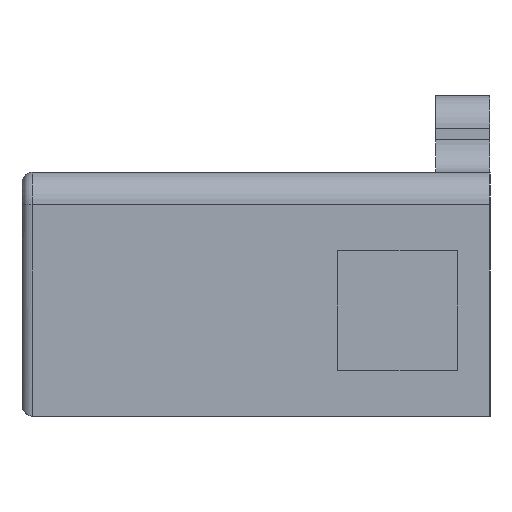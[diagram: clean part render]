
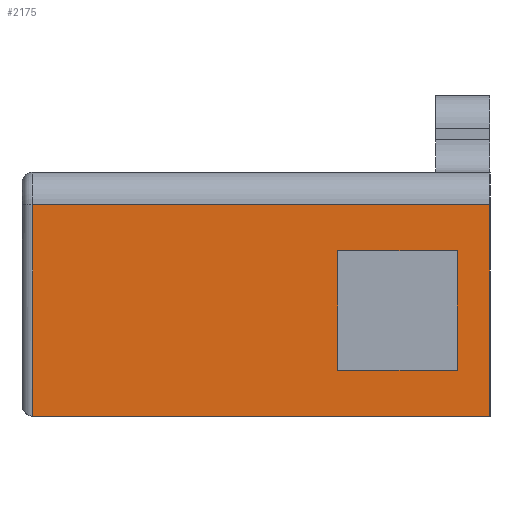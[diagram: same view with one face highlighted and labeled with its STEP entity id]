
A CAD part, left-side view. The second image highlights one B-rep face of the part: STEP entity #2175.
In plain terms, the highlighted planar face has unit normal (-1, 0, 0).
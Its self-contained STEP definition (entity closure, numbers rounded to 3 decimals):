
#41 = DIRECTION ( 'NONE',  ( 0., -1., 0. ) ) ;
#54 = ORIENTED_EDGE ( 'NONE', *, *, #538, .F. ) ;
#60 = EDGE_CURVE ( 'NONE', #2118, #1335, #1713, .T. ) ;
#83 = ORIENTED_EDGE ( 'NONE', *, *, #2026, .F. ) ;
#87 = DIRECTION ( 'NONE',  ( 0., 0., 1. ) ) ;
#162 = CARTESIAN_POINT ( 'NONE',  ( -40.65, 14., -5.5 ) ) ;
#164 = DIRECTION ( 'NONE',  ( 0., 1., 0. ) ) ;
#176 = VECTOR ( 'NONE', #1443, 1000. ) ;
#204 = LINE ( 'NONE', #546, #1203 ) ;
#234 = PLANE ( 'NONE',  #1916 ) ;
#268 = ORIENTED_EDGE ( 'NONE', *, *, #2103, .T. ) ;
#292 = EDGE_LOOP ( 'NONE', ( #1000, #1929, #268, #2039 ) ) ;
#310 = CARTESIAN_POINT ( 'NONE',  ( -40.65, 0., -9.7 ) ) ;
#360 = LINE ( 'NONE', #162, #2124 ) ;
#386 = CARTESIAN_POINT ( 'NONE',  ( -40.65, 3., -9.7 ) ) ;
#481 = DIRECTION ( 'NONE',  ( 0., 0., 1. ) ) ;
#491 = VERTEX_POINT ( 'NONE', #2122 ) ;
#510 = VECTOR ( 'NONE', #1667, 1000. ) ;
#537 = LINE ( 'NONE', #799, #510 ) ;
#538 = EDGE_CURVE ( 'NONE', #491, #1584, #1372, .T. ) ;
#546 = CARTESIAN_POINT ( 'NONE',  ( -40.65, 3., -9.7 ) ) ;
#586 = CARTESIAN_POINT ( 'NONE',  ( -40.65, 3., -5.5 ) ) ;
#593 = FACE_BOUND ( 'NONE', #1200, .T. ) ;
#601 = VERTEX_POINT ( 'NONE', #2173 ) ;
#675 = EDGE_CURVE ( 'NONE', #1431, #491, #2270, .T. ) ;
#699 = ORIENTED_EDGE ( 'NONE', *, *, #1385, .F. ) ;
#718 = VECTOR ( 'NONE', #1174, 1000. ) ;
#734 = DIRECTION ( 'NONE',  ( 0., 0., -1. ) ) ;
#798 = VECTOR ( 'NONE', #481, 1000. ) ;
#799 = CARTESIAN_POINT ( 'NONE',  ( -40.65, 42., -9.7 ) ) ;
#890 = CARTESIAN_POINT ( 'NONE',  ( -40.65, 14., 5.5 ) ) ;
#914 = CARTESIAN_POINT ( 'NONE',  ( -40.65, 3., 9.7 ) ) ;
#949 = CARTESIAN_POINT ( 'NONE',  ( -40.65, 0., 9.7 ) ) ;
#1000 = ORIENTED_EDGE ( 'NONE', *, *, #60, .T. ) ;
#1009 = FACE_OUTER_BOUND ( 'NONE', #292, .T. ) ;
#1022 = CARTESIAN_POINT ( 'NONE',  ( -40.65, 14., -5.5 ) ) ;
#1025 = EDGE_CURVE ( 'NONE', #1456, #2118, #1204, .T. ) ;
#1059 = ORIENTED_EDGE ( 'NONE', *, *, #675, .F. ) ;
#1174 = DIRECTION ( 'NONE',  ( 0., -1., 0. ) ) ;
#1200 = EDGE_LOOP ( 'NONE', ( #54, #1059, #699, #83 ) ) ;
#1203 = VECTOR ( 'NONE', #41, 1000. ) ;
#1204 = LINE ( 'NONE', #310, #798 ) ;
#1335 = VERTEX_POINT ( 'NONE', #1357 ) ;
#1357 = CARTESIAN_POINT ( 'NONE',  ( -40.65, 42., 9.7 ) ) ;
#1372 = LINE ( 'NONE', #1923, #2128 ) ;
#1385 = EDGE_CURVE ( 'NONE', #1851, #1431, #1738, .T. ) ;
#1431 = VERTEX_POINT ( 'NONE', #2253 ) ;
#1443 = DIRECTION ( 'NONE',  ( 0., 1., 0. ) ) ;
#1456 = VERTEX_POINT ( 'NONE', #1567 ) ;
#1567 = CARTESIAN_POINT ( 'NONE',  ( -40.65, 0., -9.7 ) ) ;
#1584 = VERTEX_POINT ( 'NONE', #890 ) ;
#1637 = DIRECTION ( 'NONE',  ( 0., 0., -1. ) ) ;
#1667 = DIRECTION ( 'NONE',  ( 0., 0., -1. ) ) ;
#1713 = LINE ( 'NONE', #914, #176 ) ;
#1738 = LINE ( 'NONE', #2050, #718 ) ;
#1844 = VECTOR ( 'NONE', #87, 1000. ) ;
#1851 = VERTEX_POINT ( 'NONE', #1022 ) ;
#1916 = AXIS2_PLACEMENT_3D ( 'NONE', #386, #2189, #1637 ) ;
#1923 = CARTESIAN_POINT ( 'NONE',  ( -40.65, 3., 5.5 ) ) ;
#1929 = ORIENTED_EDGE ( 'NONE', *, *, #2254, .T. ) ;
#2026 = EDGE_CURVE ( 'NONE', #1584, #1851, #360, .T. ) ;
#2039 = ORIENTED_EDGE ( 'NONE', *, *, #1025, .T. ) ;
#2050 = CARTESIAN_POINT ( 'NONE',  ( -40.65, 3., -5.5 ) ) ;
#2103 = EDGE_CURVE ( 'NONE', #601, #1456, #204, .T. ) ;
#2118 = VERTEX_POINT ( 'NONE', #949 ) ;
#2122 = CARTESIAN_POINT ( 'NONE',  ( -40.65, 3., 5.5 ) ) ;
#2124 = VECTOR ( 'NONE', #734, 1000. ) ;
#2128 = VECTOR ( 'NONE', #164, 1000. ) ;
#2173 = CARTESIAN_POINT ( 'NONE',  ( -40.65, 42., -9.7 ) ) ;
#2175 = ADVANCED_FACE ( 'NONE', ( #593, #1009 ), #234, .F. ) ;
#2189 = DIRECTION ( 'NONE',  ( 1., 0., 0. ) ) ;
#2253 = CARTESIAN_POINT ( 'NONE',  ( -40.65, 3., -5.5 ) ) ;
#2254 = EDGE_CURVE ( 'NONE', #1335, #601, #537, .T. ) ;
#2270 = LINE ( 'NONE', #586, #1844 ) ;
